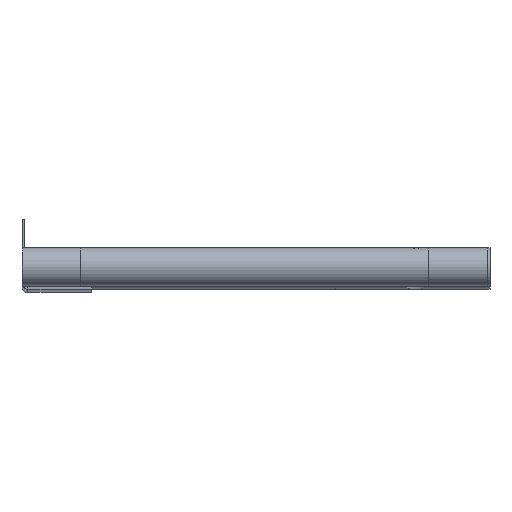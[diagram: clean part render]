
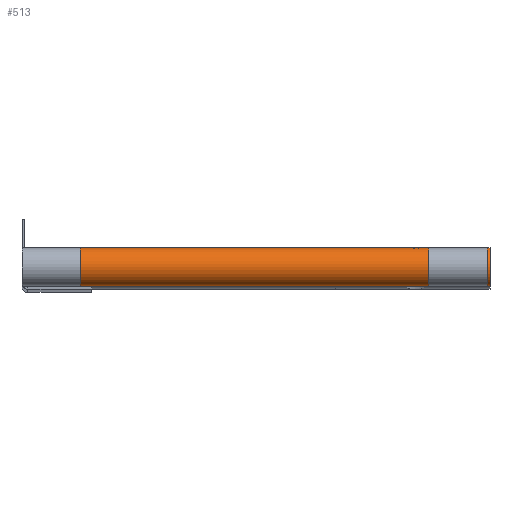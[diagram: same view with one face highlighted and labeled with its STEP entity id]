
A CAD part, top view. The second image highlights one B-rep face of the part: STEP entity #513.
In plain terms, the highlighted cylindrical face has radius 21.082 mm (diameter 42.164 mm), a full revolution.
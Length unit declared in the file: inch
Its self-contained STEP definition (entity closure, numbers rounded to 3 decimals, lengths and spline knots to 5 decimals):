
#69=FACE_BOUND('',#195,.T.);
#116=CIRCLE('',#609,0.83);
#118=CIRCLE('',#612,0.83);
#130=CYLINDRICAL_SURFACE('',#611,0.83);
#159=FACE_OUTER_BOUND('',#194,.T.);
#194=EDGE_LOOP('',(#432));
#195=EDGE_LOOP('',(#433));
#296=VERTEX_POINT('',#901);
#298=VERTEX_POINT('',#906);
#349=EDGE_CURVE('',#296,#296,#116,.T.);
#351=EDGE_CURVE('',#298,#298,#118,.T.);
#432=ORIENTED_EDGE('',*,*,#349,.T.);
#433=ORIENTED_EDGE('',*,*,#351,.T.);
#513=ADVANCED_FACE('',(#159,#69),#130,.T.);
#609=AXIS2_PLACEMENT_3D('',#902,#731,#732);
#611=AXIS2_PLACEMENT_3D('',#905,#735,#736);
#612=AXIS2_PLACEMENT_3D('',#907,#737,#738);
#731=DIRECTION('center_axis',(0.,1.,0.));
#732=DIRECTION('ref_axis',(1.,0.,0.));
#735=DIRECTION('center_axis',(0.,1.,0.));
#736=DIRECTION('ref_axis',(1.,0.,0.));
#737=DIRECTION('center_axis',(0.,-1.,0.));
#738=DIRECTION('ref_axis',(-1.,0.,0.));
#901=CARTESIAN_POINT('',(0.83,0.,0.));
#902=CARTESIAN_POINT('Origin',(0.,0.,0.));
#905=CARTESIAN_POINT('Origin',(0.,0.,0.));
#906=CARTESIAN_POINT('',(0.83,20.,0.));
#907=CARTESIAN_POINT('Origin',(0.,20.,0.));
